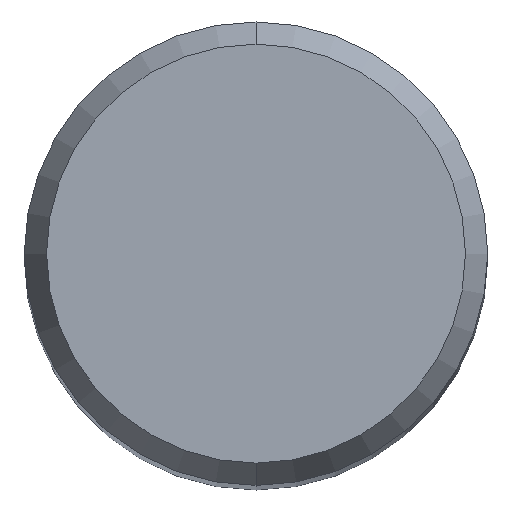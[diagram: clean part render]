
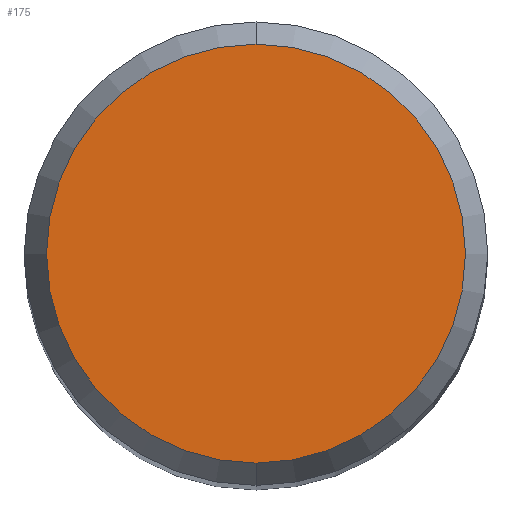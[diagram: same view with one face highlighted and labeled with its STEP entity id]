
A CAD part, top view. The second image highlights one B-rep face of the part: STEP entity #175.
In plain terms, the highlighted planar face has unit normal (0, 0, 1).
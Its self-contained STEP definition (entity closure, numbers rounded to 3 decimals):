
#87=VERTEX_POINT('',#214);
#89=VERTEX_POINT('',#216);
#99=EDGE_CURVE('',#87,#89,#228,.T.);
#175=ADVANCED_FACE('',(#313),#314,.T.);
#185=EDGE_CURVE('',#89,#87,#325,.T.);
#214=CARTESIAN_POINT('',(0.0,2.158,0.01));
#216=CARTESIAN_POINT('',(0.,-2.158,0.01));
#228=CIRCLE('',#364,2.158);
#313=FACE_OUTER_BOUND('',#472,.T.);
#314=PLANE('',#473);
#325=CIRCLE('',#487,2.158);
#364=AXIS2_PLACEMENT_3D('',#518,#519,#520);
#472=EDGE_LOOP('',(#634,#635));
#473=AXIS2_PLACEMENT_3D('',#636,#637,#638);
#487=AXIS2_PLACEMENT_3D('',#646,#647,#648);
#518=CARTESIAN_POINT('',(0.0,0.0,0.01));
#519=DIRECTION('',(0.0,0.0,-1.0));
#520=DIRECTION('',(0.0,1.0,0.0));
#634=ORIENTED_EDGE('',*,*,#99,.F.);
#635=ORIENTED_EDGE('',*,*,#185,.F.);
#636=CARTESIAN_POINT('',(0.0,1.079,0.01));
#637=DIRECTION('',(-0.0,0.0,1.0));
#638=DIRECTION('',(0.0,-1.0,0.0));
#646=CARTESIAN_POINT('',(0.0,0.0,0.01));
#647=DIRECTION('',(0.0,0.0,-1.0));
#648=DIRECTION('',(0.0,1.0,0.0));
